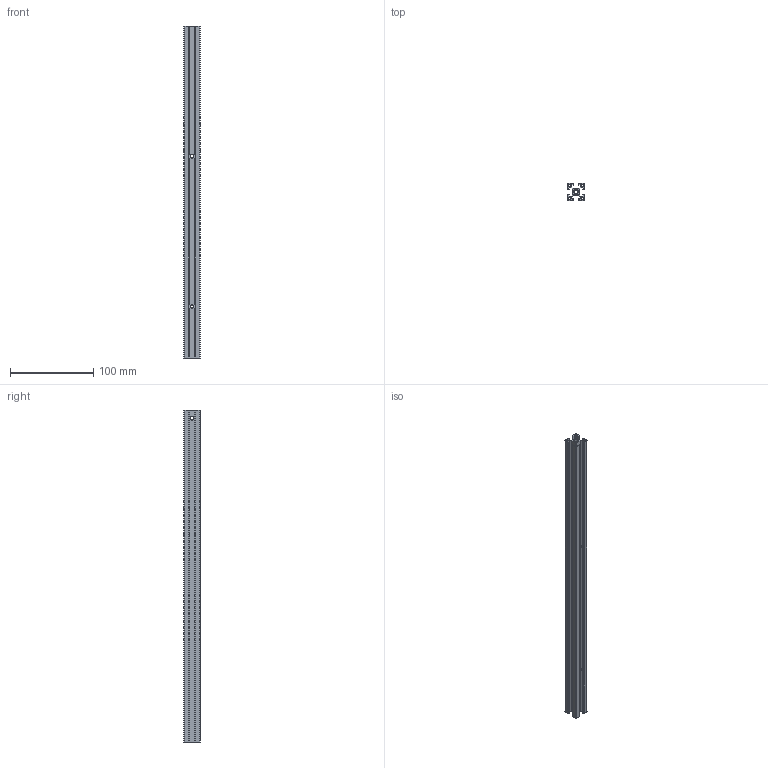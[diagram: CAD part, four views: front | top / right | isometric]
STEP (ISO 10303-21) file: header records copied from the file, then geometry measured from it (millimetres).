
FILE_DESCRIPTION (( 'STEP AP214' ), '1' );
FILE_NAME ('2020欧标铝型材_中孔攻M6螺纹_长400 4个.STEP', '2023-07-18T05:39:06', ( '' ), ( '' ), 'SwSTEP 2.0', 'SolidWorks 2022', '' );
FILE_SCHEMA (( 'AUTOMOTIVE_DESIGN' ));
Length unit declared in the file: millimetre
Products named in the file (1): 2020欧标铝型材_中孔攻M6螺纹_长400 4个
Bounding box: 20 x 20 x 400 mm (x, y, z)
Volume: 51784.4 mm3; surface area: 83117 mm2
Topology: 1 solids, 1 shells, 120 faces, 356 edges, 236 vertices
Faces by surface type: plane 74, cylinder 46
Entity records: 5418 total; most frequent: CARTESIAN_POINT 1133, ORIENTED_EDGE 712, DIRECTION 650, EDGE_CURVE 356, VECTOR 256, LINE 256, VERTEX_POINT 236, AXIS2_PLACEMENT_3D 197
